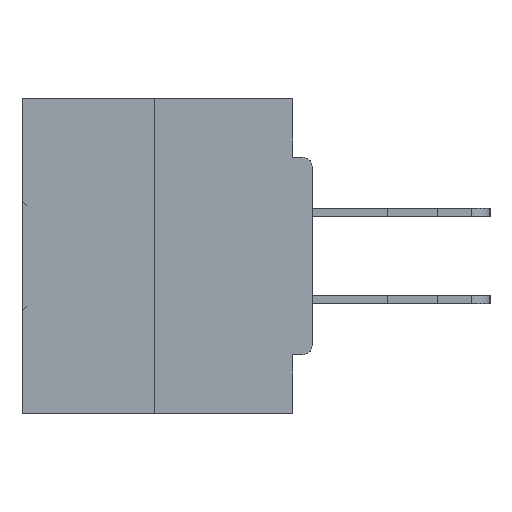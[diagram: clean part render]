
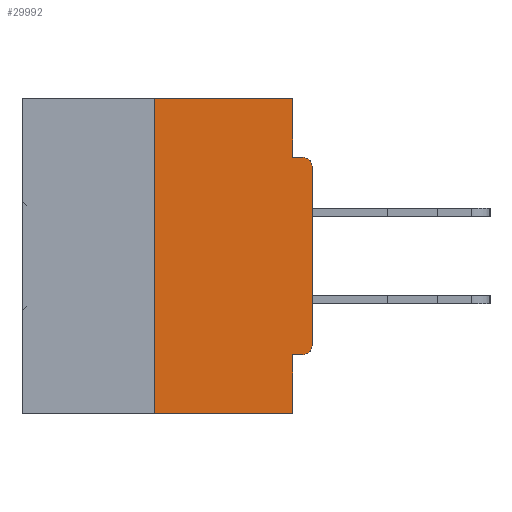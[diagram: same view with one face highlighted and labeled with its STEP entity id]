
A CAD part, left-side view. The second image highlights one B-rep face of the part: STEP entity #29992.
In plain terms, the highlighted planar face has unit normal (-1, 0, 0).
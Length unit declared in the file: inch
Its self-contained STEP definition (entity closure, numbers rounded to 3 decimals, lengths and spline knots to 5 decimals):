
#198 = DIRECTION ( 'NONE',  ( -1., 0., 0. ) ) ;
#582 = CARTESIAN_POINT ( 'NONE',  ( 0., 0.015, -0.0935 ) ) ;
#1071 = VECTOR ( 'NONE', #5376, 39.37008 ) ;
#1731 = DIRECTION ( 'NONE',  ( 1., 0., 0. ) ) ;
#2002 = CIRCLE ( 'NONE', #23509, 0.015 ) ;
#2611 = AXIS2_PLACEMENT_3D ( 'NONE', #11983, #1731, #15217 ) ;
#3736 = EDGE_CURVE ( 'NONE', #37993, #20563, #22977, .T. ) ;
#4563 = PLANE ( 'NONE',  #2611 ) ;
#5306 = DIRECTION ( 'NONE',  ( 0., 0., -1. ) ) ;
#5376 = DIRECTION ( 'NONE',  ( 0., 0., -1. ) ) ;
#5705 = ORIENTED_EDGE ( 'NONE', *, *, #34066, .T. ) ;
#5842 = CARTESIAN_POINT ( 'NONE',  ( 0., 0., -0.4065 ) ) ;
#6474 = AXIS2_PLACEMENT_3D ( 'NONE', #7422, #32246, #5306 ) ;
#6722 = EDGE_CURVE ( 'NONE', #21507, #9537, #28738, .T. ) ;
#6774 = VECTOR ( 'NONE', #24266, 39.37008 ) ;
#7422 = CARTESIAN_POINT ( 'NONE',  ( 0., 0.015, -0.3915 ) ) ;
#7923 = ORIENTED_EDGE ( 'NONE', *, *, #33777, .T. ) ;
#8241 = CARTESIAN_POINT ( 'NONE',  ( 0., 0.031, -0.5 ) ) ;
#8529 = ORIENTED_EDGE ( 'NONE', *, *, #23302, .F. ) ;
#9537 = VERTEX_POINT ( 'NONE', #9897 ) ;
#9897 = CARTESIAN_POINT ( 'NONE',  ( 0., 0., -0.3915 ) ) ;
#9983 = EDGE_CURVE ( 'NONE', #42875, #40740, #10026, .T. ) ;
#10026 = LINE ( 'NONE', #23928, #31932 ) ;
#10122 = CARTESIAN_POINT ( 'NONE',  ( 0., 0., 0. ) ) ;
#10770 = EDGE_CURVE ( 'NONE', #9537, #33938, #41938, .T. ) ;
#11983 = CARTESIAN_POINT ( 'NONE',  ( 0., 0.46, 0. ) ) ;
#12716 = ORIENTED_EDGE ( 'NONE', *, *, #9983, .F. ) ;
#12772 = LINE ( 'NONE', #27366, #23678 ) ;
#13909 = DIRECTION ( 'NONE',  ( 0., 0., -1. ) ) ;
#14082 = EDGE_LOOP ( 'NONE', ( #12716, #17711, #7923, #42523, #37069, #27212, #37738, #5705, #27457, #8529 ) ) ;
#15217 = DIRECTION ( 'NONE',  ( 0., 0., -1. ) ) ;
#16166 = CARTESIAN_POINT ( 'NONE',  ( 0., 0.015, -0.4065 ) ) ;
#16713 = LINE ( 'NONE', #5842, #29695 ) ;
#17204 = CARTESIAN_POINT ( 'NONE',  ( 0., 0.25, -0.5 ) ) ;
#17711 = ORIENTED_EDGE ( 'NONE', *, *, #35585, .F. ) ;
#17843 = CARTESIAN_POINT ( 'NONE',  ( 0., 0.015, -0.1085 ) ) ;
#20563 = VERTEX_POINT ( 'NONE', #8241 ) ;
#20813 = CARTESIAN_POINT ( 'NONE',  ( 0., 0.25, 0. ) ) ;
#21507 = VERTEX_POINT ( 'NONE', #16166 ) ;
#21658 = VERTEX_POINT ( 'NONE', #582 ) ;
#22843 = EDGE_CURVE ( 'NONE', #31288, #21658, #12772, .T. ) ;
#22977 = LINE ( 'NONE', #37177, #1071 ) ;
#23302 = EDGE_CURVE ( 'NONE', #40740, #31288, #26406, .T. ) ;
#23509 = AXIS2_PLACEMENT_3D ( 'NONE', #17843, #198, #13909 ) ;
#23678 = VECTOR ( 'NONE', #26913, 39.37008 ) ;
#23847 = CARTESIAN_POINT ( 'NONE',  ( 0., 0.031, -0.4065 ) ) ;
#23928 = CARTESIAN_POINT ( 'NONE',  ( 0., 0.46, 0. ) ) ;
#24266 = DIRECTION ( 'NONE',  ( 0., 0., 1. ) ) ;
#26406 = LINE ( 'NONE', #26637, #27439 ) ;
#26637 = CARTESIAN_POINT ( 'NONE',  ( 0., 0.031, 0. ) ) ;
#26913 = DIRECTION ( 'NONE',  ( 0., -1., 0. ) ) ;
#27212 = ORIENTED_EDGE ( 'NONE', *, *, #6722, .T. ) ;
#27366 = CARTESIAN_POINT ( 'NONE',  ( 0., 0., -0.0935 ) ) ;
#27439 = VECTOR ( 'NONE', #37107, 39.37008 ) ;
#27457 = ORIENTED_EDGE ( 'NONE', *, *, #22843, .F. ) ;
#28738 = CIRCLE ( 'NONE', #6474, 0.015 ) ;
#29516 = CARTESIAN_POINT ( 'NONE',  ( 0., 0.46, -0.5 ) ) ;
#29695 = VECTOR ( 'NONE', #34160, 39.37008 ) ;
#29992 = ADVANCED_FACE ( 'NONE', ( #36382 ), #4563, .F. ) ;
#31288 = VERTEX_POINT ( 'NONE', #38068 ) ;
#31684 = VECTOR ( 'NONE', #35007, 39.37008 ) ;
#31932 = VECTOR ( 'NONE', #42297, 39.37008 ) ;
#32246 = DIRECTION ( 'NONE',  ( -1., 0., 0. ) ) ;
#33235 = LINE ( 'NONE', #29516, #45060 ) ;
#33777 = EDGE_CURVE ( 'NONE', #43020, #20563, #33235, .T. ) ;
#33938 = VERTEX_POINT ( 'NONE', #39240 ) ;
#34066 = EDGE_CURVE ( 'NONE', #33938, #21658, #2002, .T. ) ;
#34089 = LINE ( 'NONE', #20813, #31684 ) ;
#34160 = DIRECTION ( 'NONE',  ( 0., 1., 0. ) ) ;
#35007 = DIRECTION ( 'NONE',  ( 0., 0., 1. ) ) ;
#35585 = EDGE_CURVE ( 'NONE', #43020, #42875, #34089, .T. ) ;
#36191 = CARTESIAN_POINT ( 'NONE',  ( 0., 0.031, 0. ) ) ;
#36382 = FACE_OUTER_BOUND ( 'NONE', #14082, .T. ) ;
#36513 = DIRECTION ( 'NONE',  ( 0., -1., 0. ) ) ;
#37069 = ORIENTED_EDGE ( 'NONE', *, *, #38720, .F. ) ;
#37107 = DIRECTION ( 'NONE',  ( 0., 0., -1. ) ) ;
#37177 = CARTESIAN_POINT ( 'NONE',  ( 0., 0.031, -0.5 ) ) ;
#37738 = ORIENTED_EDGE ( 'NONE', *, *, #10770, .T. ) ;
#37993 = VERTEX_POINT ( 'NONE', #23847 ) ;
#38068 = CARTESIAN_POINT ( 'NONE',  ( 0., 0.031, -0.0935 ) ) ;
#38349 = CARTESIAN_POINT ( 'NONE',  ( 0., 0.25, 0. ) ) ;
#38720 = EDGE_CURVE ( 'NONE', #21507, #37993, #16713, .T. ) ;
#39240 = CARTESIAN_POINT ( 'NONE',  ( 0., 0., -0.1085 ) ) ;
#40740 = VERTEX_POINT ( 'NONE', #36191 ) ;
#41938 = LINE ( 'NONE', #10122, #6774 ) ;
#42297 = DIRECTION ( 'NONE',  ( 0., -1., 0. ) ) ;
#42523 = ORIENTED_EDGE ( 'NONE', *, *, #3736, .F. ) ;
#42875 = VERTEX_POINT ( 'NONE', #38349 ) ;
#43020 = VERTEX_POINT ( 'NONE', #17204 ) ;
#45060 = VECTOR ( 'NONE', #36513, 39.37008 ) ;
